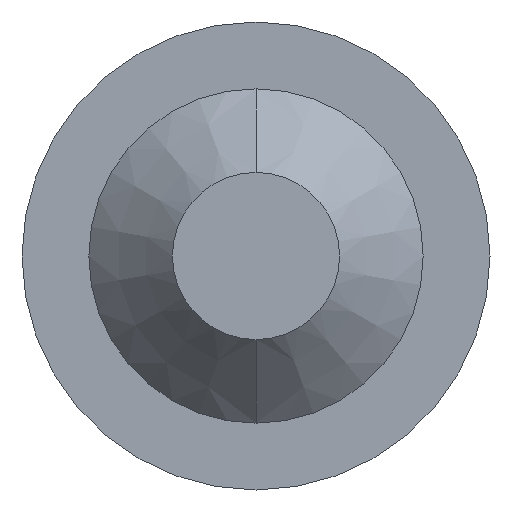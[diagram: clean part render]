
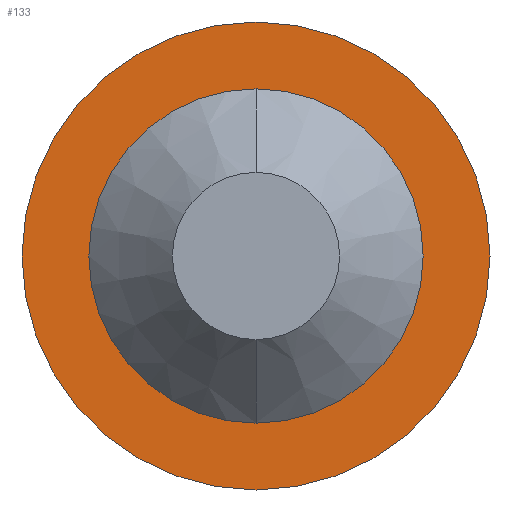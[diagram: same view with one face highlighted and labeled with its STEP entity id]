
A CAD part, front view. The second image highlights one B-rep face of the part: STEP entity #133.
In plain terms, the highlighted planar face has unit normal (0, -1, 0).
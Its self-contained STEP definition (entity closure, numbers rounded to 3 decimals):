
#4 = CARTESIAN_POINT ( 'NONE',  ( 0., 0., 1. ) ) ;
#16 = CIRCLE ( 'NONE', #92, 1. ) ;
#17 = DIRECTION ( 'NONE',  ( 0., 0., 1. ) ) ;
#25 = ORIENTED_EDGE ( 'NONE', *, *, #305, .T. ) ;
#27 = EDGE_LOOP ( 'NONE', ( #196, #277 ) ) ;
#29 = CARTESIAN_POINT ( 'NONE',  ( 0., 0., 0. ) ) ;
#47 = CARTESIAN_POINT ( 'NONE',  ( 0., 0., 1.4 ) ) ;
#50 = VERTEX_POINT ( 'NONE', #4 ) ;
#51 = DIRECTION ( 'NONE',  ( 0., 0., -1. ) ) ;
#58 = CARTESIAN_POINT ( 'NONE',  ( 0., 0., -1. ) ) ;
#71 = FACE_OUTER_BOUND ( 'NONE', #27, .T. ) ;
#91 = EDGE_CURVE ( 'Defeature ausgef�hrt1_5+Defeature ausgef�hrt1_3+Defeature ausgef�hrt1_3+Defeature ausgef�hrt1_3', #367, #119, #282, .T. ) ;
#92 = AXIS2_PLACEMENT_3D ( 'NONE', #222, #122, #17 ) ;
#95 = DIRECTION ( 'NONE',  ( 0., 0., 1. ) ) ;
#107 = CARTESIAN_POINT ( 'NONE',  ( 0., 0., 0. ) ) ;
#109 = EDGE_CURVE ( 'Defeature ausgef�hrt1_5+Defeature ausgef�hrt1_0+Defeature ausgef�hrt1_0+Defeature ausgef�hrt1_0', #50, #121, #388, .T. ) ;
#110 = FACE_BOUND ( 'NONE', #369, .T. ) ;
#119 = VERTEX_POINT ( 'NONE', #326 ) ;
#121 = VERTEX_POINT ( 'NONE', #58 ) ;
#122 = DIRECTION ( 'NONE',  ( 0., 1., 0. ) ) ;
#133 = ADVANCED_FACE ( 'Defeature ausgef�hrt1_5', ( #110, #71 ), #271, .T. ) ;
#186 = AXIS2_PLACEMENT_3D ( 'NONE', #201, #224, #95 ) ;
#194 = ORIENTED_EDGE ( 'NONE', *, *, #109, .T. ) ;
#196 = ORIENTED_EDGE ( 'NONE', *, *, #325, .T. ) ;
#201 = CARTESIAN_POINT ( 'NONE',  ( 0., 0., 0. ) ) ;
#202 = CIRCLE ( 'NONE', #253, 1.4 ) ;
#222 = CARTESIAN_POINT ( 'NONE',  ( 0., 0., 0. ) ) ;
#224 = DIRECTION ( 'NONE',  ( 0., 1., 0. ) ) ;
#244 = DIRECTION ( 'NONE',  ( 0., -1., 0. ) ) ;
#253 = AXIS2_PLACEMENT_3D ( 'NONE', #399, #244, #51 ) ;
#271 = PLANE ( 'NONE',  #312 ) ;
#277 = ORIENTED_EDGE ( 'NONE', *, *, #91, .T. ) ;
#282 = CIRCLE ( 'NONE', #291, 1.4 ) ;
#284 = DIRECTION ( 'NONE',  ( 0., -1., 0. ) ) ;
#291 = AXIS2_PLACEMENT_3D ( 'NONE', #29, #284, #377 ) ;
#305 = EDGE_CURVE ( 'Defeature ausgef�hrt1_5+Defeature ausgef�hrt1_0+Defeature ausgef�hrt1_0+Defeature ausgef�hrt1_0', #121, #50, #16, .T. ) ;
#312 = AXIS2_PLACEMENT_3D ( 'NONE', #107, #358, #387 ) ;
#325 = EDGE_CURVE ( 'Defeature ausgef�hrt1_5+Defeature ausgef�hrt1_3+Defeature ausgef�hrt1_3+Defeature ausgef�hrt1_3', #119, #367, #202, .T. ) ;
#326 = CARTESIAN_POINT ( 'NONE',  ( 0., 0., -1.4 ) ) ;
#358 = DIRECTION ( 'NONE',  ( 0., -1., 0. ) ) ;
#367 = VERTEX_POINT ( 'NONE', #47 ) ;
#369 = EDGE_LOOP ( 'NONE', ( #194, #25 ) ) ;
#377 = DIRECTION ( 'NONE',  ( 0., 0., -1. ) ) ;
#387 = DIRECTION ( 'NONE',  ( 0., 0., -1. ) ) ;
#388 = CIRCLE ( 'NONE', #186, 1. ) ;
#399 = CARTESIAN_POINT ( 'NONE',  ( 0., 0., 0. ) ) ;
